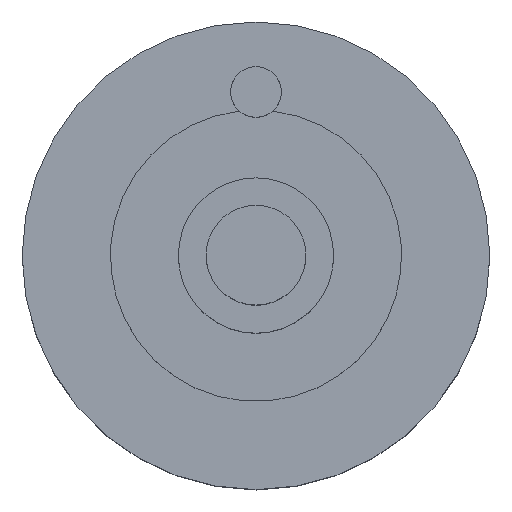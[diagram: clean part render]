
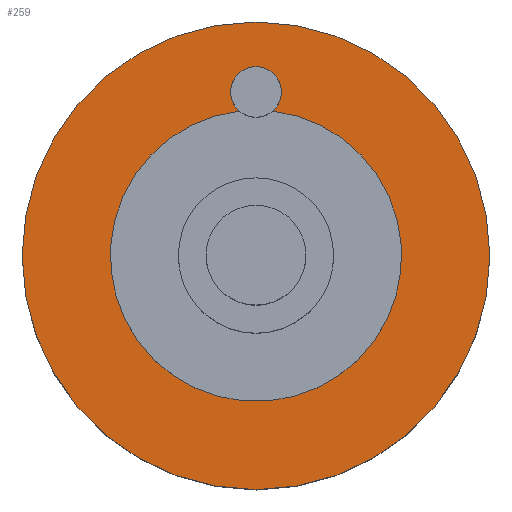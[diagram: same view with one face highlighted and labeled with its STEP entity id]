
A CAD part, top view. The second image highlights one B-rep face of the part: STEP entity #259.
In plain terms, the highlighted planar face has unit normal (0, 0, 1).
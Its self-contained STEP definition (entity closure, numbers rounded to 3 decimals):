
#50 = VERTEX_POINT('',#51);
#51 = CARTESIAN_POINT('',(0.985,8.644,12.325));
#57 = EDGE_CURVE('',#50,#58,#60,.T.);
#58 = VERTEX_POINT('',#59);
#59 = CARTESIAN_POINT('',(0.,11.275,12.325));
#60 = CIRCLE('',#61,1.5);
#61 = AXIS2_PLACEMENT_3D('',#62,#63,#64);
#62 = CARTESIAN_POINT('',(0.,9.775,12.325));
#63 = DIRECTION('',(-0.,0.,1.));
#64 = DIRECTION('',(0.,-1.,0.));
#164 = EDGE_CURVE('',#165,#167,#169,.T.);
#165 = VERTEX_POINT('',#166);
#166 = CARTESIAN_POINT('',(0.,-13.775,12.325));
#167 = VERTEX_POINT('',#168);
#168 = CARTESIAN_POINT('',(0.,13.925,12.325));
#169 = CIRCLE('',#170,13.85);
#170 = AXIS2_PLACEMENT_3D('',#171,#172,#173);
#171 = CARTESIAN_POINT('',(0.,0.075,12.325));
#172 = DIRECTION('',(-0.,0.,1.));
#173 = DIRECTION('',(0.,-1.,0.));
#217 = VERTEX_POINT('',#218);
#218 = CARTESIAN_POINT('',(-0.985,8.644,12.325));
#224 = EDGE_CURVE('',#217,#50,#225,.T.);
#225 = CIRCLE('',#226,8.625);
#226 = AXIS2_PLACEMENT_3D('',#227,#228,#229);
#227 = CARTESIAN_POINT('',(0.,0.075,12.325));
#228 = DIRECTION('',(-0.,0.,1.));
#229 = DIRECTION('',(0.,-1.,0.));
#240 = EDGE_CURVE('',#167,#165,#241,.T.);
#241 = CIRCLE('',#242,13.85);
#242 = AXIS2_PLACEMENT_3D('',#243,#244,#245);
#243 = CARTESIAN_POINT('',(0.,0.075,12.325));
#244 = DIRECTION('',(-0.,0.,1.));
#245 = DIRECTION('',(0.,-1.,0.));
#259 = ADVANCED_FACE('',(#260,#271),#275,.T.);
#260 = FACE_BOUND('',#261,.T.);
#261 = EDGE_LOOP('',(#262,#263,#270));
#262 = ORIENTED_EDGE('',*,*,#224,.F.);
#263 = ORIENTED_EDGE('',*,*,#264,.F.);
#264 = EDGE_CURVE('',#58,#217,#265,.T.);
#265 = CIRCLE('',#266,1.5);
#266 = AXIS2_PLACEMENT_3D('',#267,#268,#269);
#267 = CARTESIAN_POINT('',(0.,9.775,12.325));
#268 = DIRECTION('',(-0.,0.,1.));
#269 = DIRECTION('',(0.,-1.,0.));
#270 = ORIENTED_EDGE('',*,*,#57,.F.);
#271 = FACE_BOUND('',#272,.T.);
#272 = EDGE_LOOP('',(#273,#274));
#273 = ORIENTED_EDGE('',*,*,#240,.T.);
#274 = ORIENTED_EDGE('',*,*,#164,.T.);
#275 = PLANE('',#276);
#276 = AXIS2_PLACEMENT_3D('',#277,#278,#279);
#277 = CARTESIAN_POINT('',(0.,0.075,12.325));
#278 = DIRECTION('',(0.,0.,1.));
#279 = DIRECTION('',(0.,-1.,0.));
